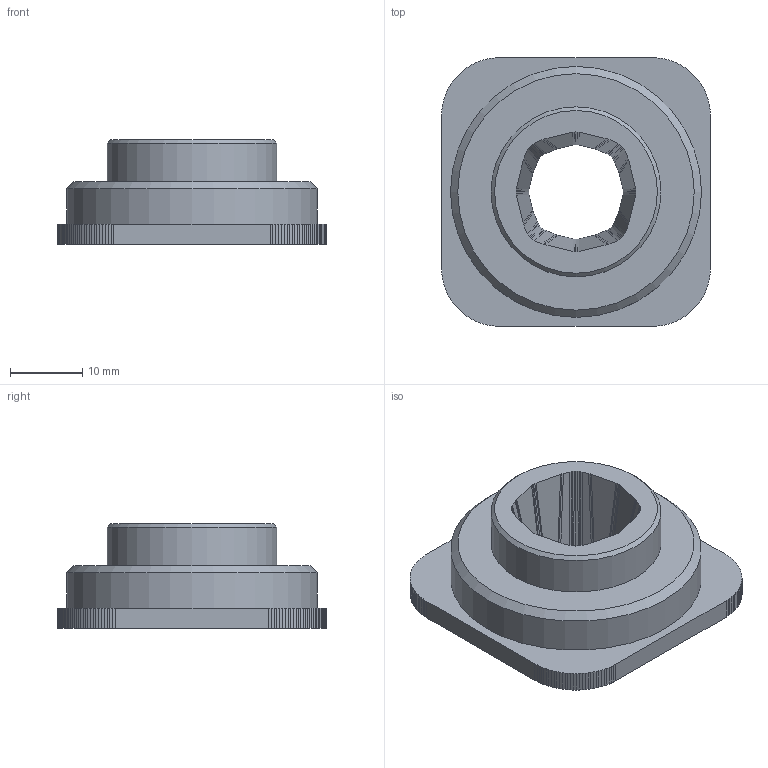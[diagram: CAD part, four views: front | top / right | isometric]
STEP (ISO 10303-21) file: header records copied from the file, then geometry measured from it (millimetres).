
FILE_DESCRIPTION(('FreeCAD Model'),'2;1');
FILE_NAME('Open CASCADE Shape Model','2022-02-06T13:32:48',('Author'),( ''),'Open CASCADE STEP processor 7.5','FreeCAD','Unknown');
FILE_SCHEMA(('AUTOMOTIVE_DESIGN { 1 0 10303 214 1 1 1 1 }'));
Length unit declared in the file: millimetre
Products named in the file (1): difference
Bounding box: 37.18 x 37.12 x 14.5 mm (x, y, z)
Volume: 9286.5 mm3; surface area: 4335.7 mm2
Topology: 1 solids, 1 shells, 298 faces, 796 edges, 504 vertices
Faces by surface type: plane 294, cylinder 2, cone 2
Full cylindrical faces by diameter (mm): 23.5 x1, 34.7 x1
Entity records: 18969 total; most frequent: CARTESIAN_POINT 3611, DIRECTION 2589, LINE 1970, VECTOR 1970, ORIENTED_EDGE 1592, PCURVE 1592, DEFINITIONAL_REPRESENTATION 1592, EDGE_CURVE 796
